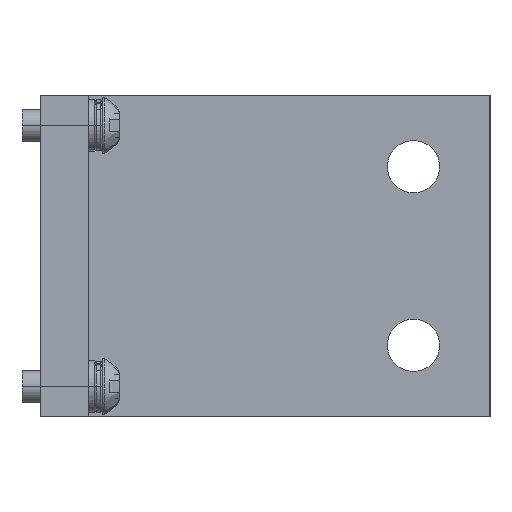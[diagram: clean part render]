
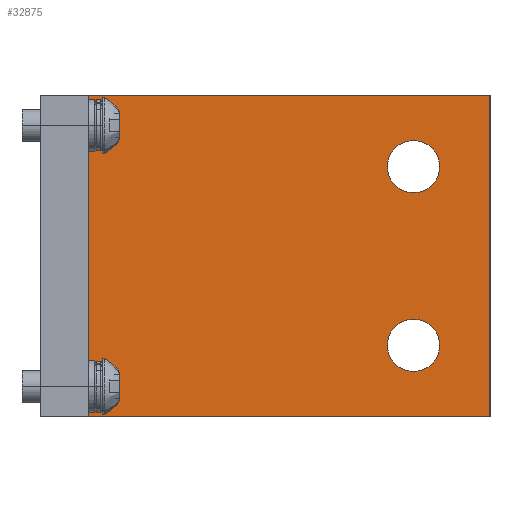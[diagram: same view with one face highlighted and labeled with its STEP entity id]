
A CAD part, left-side view. The second image highlights one B-rep face of the part: STEP entity #32875.
In plain terms, the highlighted planar face has unit normal (-1, 0, 0).
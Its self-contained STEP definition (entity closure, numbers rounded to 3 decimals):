
#32729=AXIS2_PLACEMENT_3D('Circle Axis2P3D',#32727,#32728,$) ;
#32764=AXIS2_PLACEMENT_3D('Circle Axis2P3D',#32762,#32763,$) ;
#32786=AXIS2_PLACEMENT_3D('Circle Axis2P3D',#32784,#32785,$) ;
#32821=AXIS2_PLACEMENT_3D('Circle Axis2P3D',#32819,#32820,$) ;
#32859=AXIS2_PLACEMENT_3D('Plane Axis2P3D',#32856,#32857,#32858) ;
#32609=CARTESIAN_POINT('Vertex',(-276.725,-367.,73.)) ;
#32623=CARTESIAN_POINT('Vertex',(-276.725,-472.,73.)) ;
#32626=CARTESIAN_POINT('Line Origine',(-276.725,-419.5,73.)) ;
#32654=CARTESIAN_POINT('Vertex',(-276.725,-472.,153.)) ;
#32657=CARTESIAN_POINT('Line Origine',(-276.725,-472.,113.)) ;
#32685=CARTESIAN_POINT('Vertex',(-276.725,-367.,153.)) ;
#32688=CARTESIAN_POINT('Line Origine',(-276.725,-419.5,153.)) ;
#32710=CARTESIAN_POINT('Line Origine',(-276.725,-367.,113.)) ;
#32727=CARTESIAN_POINT('Axis2P3D Location',(-276.725,-452.95,135.225)) ;
#32731=CARTESIAN_POINT('Vertex',(-276.725,-446.45,135.225)) ;
#32733=CARTESIAN_POINT('Vertex',(-276.725,-459.45,135.225)) ;
#32762=CARTESIAN_POINT('Axis2P3D Location',(-276.725,-452.95,135.225)) ;
#32784=CARTESIAN_POINT('Axis2P3D Location',(-276.725,-452.95,90.775)) ;
#32788=CARTESIAN_POINT('Vertex',(-276.725,-446.45,90.775)) ;
#32790=CARTESIAN_POINT('Vertex',(-276.725,-459.45,90.775)) ;
#32819=CARTESIAN_POINT('Axis2P3D Location',(-276.725,-452.95,90.775)) ;
#32856=CARTESIAN_POINT('Axis2P3D Location',(-276.725,-367.,73.)) ;
#32627=DIRECTION('Vector Direction',(0.,-1.,0.)) ;
#32658=DIRECTION('Vector Direction',(0.,0.,1.)) ;
#32689=DIRECTION('Vector Direction',(0.,1.,0.)) ;
#32711=DIRECTION('Vector Direction',(0.,0.,-1.)) ;
#32728=DIRECTION('Axis2P3D Direction',(-1.,0.,0.)) ;
#32763=DIRECTION('Axis2P3D Direction',(-1.,0.,0.)) ;
#32785=DIRECTION('Axis2P3D Direction',(-1.,0.,0.)) ;
#32820=DIRECTION('Axis2P3D Direction',(-1.,0.,0.)) ;
#32857=DIRECTION('Axis2P3D Direction',(-1.,0.,0.)) ;
#32858=DIRECTION('Axis2P3D XDirection',(0.,-1.,0.)) ;
#32628=VECTOR('Line Direction',#32627,1.) ;
#32659=VECTOR('Line Direction',#32658,1.) ;
#32690=VECTOR('Line Direction',#32689,1.) ;
#32712=VECTOR('Line Direction',#32711,1.) ;
#32862=ORIENTED_EDGE('',*,*,#32630,.T.) ;
#32863=ORIENTED_EDGE('',*,*,#32661,.T.) ;
#32864=ORIENTED_EDGE('',*,*,#32692,.T.) ;
#32865=ORIENTED_EDGE('',*,*,#32714,.T.) ;
#32868=ORIENTED_EDGE('',*,*,#32735,.F.) ;
#32869=ORIENTED_EDGE('',*,*,#32766,.F.) ;
#32872=ORIENTED_EDGE('',*,*,#32792,.F.) ;
#32873=ORIENTED_EDGE('',*,*,#32823,.F.) ;
#32870=FACE_BOUND('',#32867,.T.) ;
#32874=FACE_BOUND('',#32871,.T.) ;
#32875=ADVANCED_FACE('RA4624001_1PA_001_04_TERMINALE_POSTERIORE_A.7\\RB7383001_1PA_001_00_PLATE.4\\PartBody',(#32866,#32870,#32874),#32860,.T.) ;
#32730=CIRCLE('generated circle',#32729,6.5) ;
#32765=CIRCLE('generated circle',#32764,6.5) ;
#32787=CIRCLE('generated circle',#32786,6.5) ;
#32822=CIRCLE('generated circle',#32821,6.5) ;
#32630=EDGE_CURVE('',#32610,#32624,#32629,.T.) ;
#32661=EDGE_CURVE('',#32624,#32655,#32660,.T.) ;
#32692=EDGE_CURVE('',#32655,#32686,#32691,.T.) ;
#32714=EDGE_CURVE('',#32686,#32610,#32713,.T.) ;
#32735=EDGE_CURVE('',#32732,#32734,#32730,.T.) ;
#32766=EDGE_CURVE('',#32734,#32732,#32765,.T.) ;
#32792=EDGE_CURVE('',#32789,#32791,#32787,.T.) ;
#32823=EDGE_CURVE('',#32791,#32789,#32822,.T.) ;
#32861=EDGE_LOOP('',(#32862,#32863,#32864,#32865)) ;
#32867=EDGE_LOOP('',(#32868,#32869)) ;
#32871=EDGE_LOOP('',(#32872,#32873)) ;
#32866=FACE_OUTER_BOUND('',#32861,.T.) ;
#32629=LINE('Line',#32626,#32628) ;
#32660=LINE('Line',#32657,#32659) ;
#32691=LINE('Line',#32688,#32690) ;
#32713=LINE('Line',#32710,#32712) ;
#32860=PLANE('',#32859) ;
#32610=VERTEX_POINT('',#32609) ;
#32624=VERTEX_POINT('',#32623) ;
#32655=VERTEX_POINT('',#32654) ;
#32686=VERTEX_POINT('',#32685) ;
#32732=VERTEX_POINT('',#32731) ;
#32734=VERTEX_POINT('',#32733) ;
#32789=VERTEX_POINT('',#32788) ;
#32791=VERTEX_POINT('',#32790) ;
